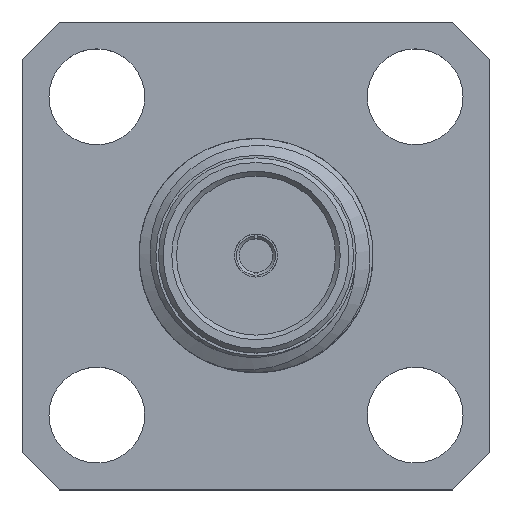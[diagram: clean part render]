
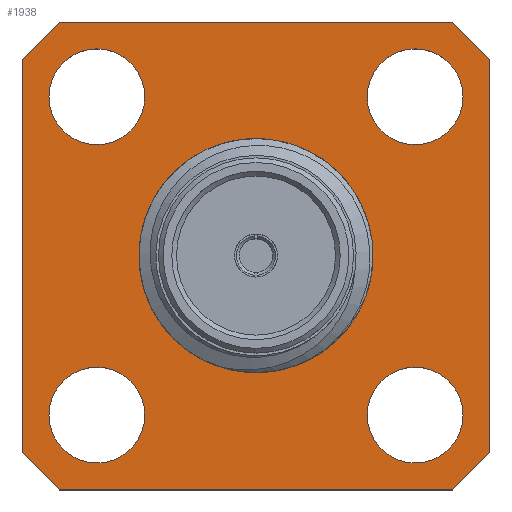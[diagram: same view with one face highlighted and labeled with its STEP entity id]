
A CAD part, top view. The second image highlights one B-rep face of the part: STEP entity #1938.
In plain terms, the highlighted planar face has unit normal (0, 0, 1).
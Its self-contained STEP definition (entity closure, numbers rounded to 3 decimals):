
#89 = VECTOR ( 'NONE', #1533, 1000. ) ;
#136 = CIRCLE ( 'NONE', #486, 1.3 ) ;
#154 = CARTESIAN_POINT ( 'NONE',  ( 5.334, 6.35, 0. ) ) ;
#169 = VERTEX_POINT ( 'NONE', #599 ) ;
#219 = CARTESIAN_POINT ( 'NONE',  ( -5.334, -6.35, 0. ) ) ;
#231 = FACE_BOUND ( 'NONE', #2259, .T. ) ;
#253 = VECTOR ( 'NONE', #2582, 1000. ) ;
#352 = EDGE_LOOP ( 'NONE', ( #1897 ) ) ;
#353 = CARTESIAN_POINT ( 'NONE',  ( 4.32, 4.32, 0. ) ) ;
#371 = EDGE_CURVE ( 'NONE', #1144, #1144, #2121, .T. ) ;
#424 = CARTESIAN_POINT ( 'NONE',  ( 5.62, 4.32, 0. ) ) ;
#448 = VERTEX_POINT ( 'NONE', #2688 ) ;
#459 = ORIENTED_EDGE ( 'NONE', *, *, #1036, .T. ) ;
#484 = CARTESIAN_POINT ( 'NONE',  ( -3.02, -4.32, 0. ) ) ;
#486 = AXIS2_PLACEMENT_3D ( 'NONE', #353, #843, #1849 ) ;
#504 = EDGE_CURVE ( 'NONE', #2553, #2553, #136, .T. ) ;
#513 = CARTESIAN_POINT ( 'NONE',  ( -5.334, 6.35, 0. ) ) ;
#525 = VERTEX_POINT ( 'NONE', #1593 ) ;
#545 = EDGE_LOOP ( 'NONE', ( #830 ) ) ;
#565 = DIRECTION ( 'NONE',  ( -0.707, 0.707, 0. ) ) ;
#599 = CARTESIAN_POINT ( 'NONE',  ( -6.35, 5.334, 0. ) ) ;
#604 = AXIS2_PLACEMENT_3D ( 'NONE', #1346, #891, #2809 ) ;
#607 = VECTOR ( 'NONE', #1124, 1000. ) ;
#619 = EDGE_CURVE ( 'NONE', #169, #448, #3071, .T. ) ;
#646 = ORIENTED_EDGE ( 'NONE', *, *, #2395, .F. ) ;
#670 = PLANE ( 'NONE',  #3137 ) ;
#676 = DIRECTION ( 'NONE',  ( 0., 0., 1. ) ) ;
#677 = LINE ( 'NONE', #2348, #253 ) ;
#702 = ORIENTED_EDGE ( 'NONE', *, *, #1002, .T. ) ;
#727 = VERTEX_POINT ( 'NONE', #1434 ) ;
#826 = VERTEX_POINT ( 'NONE', #2986 ) ;
#830 = ORIENTED_EDGE ( 'NONE', *, *, #2438, .F. ) ;
#843 = DIRECTION ( 'NONE',  ( 0., 0., 1. ) ) ;
#891 = DIRECTION ( 'NONE',  ( 0., 0., 1. ) ) ;
#909 = FACE_BOUND ( 'NONE', #2440, .T. ) ;
#967 = VERTEX_POINT ( 'NONE', #2410 ) ;
#1002 = EDGE_CURVE ( 'NONE', #2686, #1385, #2271, .T. ) ;
#1015 = ORIENTED_EDGE ( 'NONE', *, *, #1345, .T. ) ;
#1036 = EDGE_CURVE ( 'NONE', #1385, #826, #1045, .T. ) ;
#1045 = LINE ( 'NONE', #1063, #2070 ) ;
#1051 = AXIS2_PLACEMENT_3D ( 'NONE', #1914, #676, #2884 ) ;
#1063 = CARTESIAN_POINT ( 'NONE',  ( 6.35, -6.35, 0. ) ) ;
#1086 = LINE ( 'NONE', #1790, #1770 ) ;
#1124 = DIRECTION ( 'NONE',  ( 0.707, -0.707, 0. ) ) ;
#1144 = VERTEX_POINT ( 'NONE', #1620 ) ;
#1146 = FACE_BOUND ( 'NONE', #352, .T. ) ;
#1196 = CARTESIAN_POINT ( 'NONE',  ( -4.32, -4.32, 0. ) ) ;
#1200 = CARTESIAN_POINT ( 'NONE',  ( 0., 0., 0. ) ) ;
#1213 = ORIENTED_EDGE ( 'NONE', *, *, #2214, .T. ) ;
#1254 = ORIENTED_EDGE ( 'NONE', *, *, #371, .F. ) ;
#1257 = ORIENTED_EDGE ( 'NONE', *, *, #1931, .F. ) ;
#1345 = EDGE_CURVE ( 'NONE', #2044, #525, #2695, .T. ) ;
#1346 = CARTESIAN_POINT ( 'NONE',  ( 4.32, -4.32, 0. ) ) ;
#1364 = AXIS2_PLACEMENT_3D ( 'NONE', #1196, #2963, #3133 ) ;
#1385 = VERTEX_POINT ( 'NONE', #2923 ) ;
#1434 = CARTESIAN_POINT ( 'NONE',  ( 5.62, -4.32, 0. ) ) ;
#1462 = CIRCLE ( 'NONE', #2732, 2.65 ) ;
#1475 = DIRECTION ( 'NONE',  ( -1., 0., 0. ) ) ;
#1487 = ORIENTED_EDGE ( 'NONE', *, *, #619, .T. ) ;
#1509 = DIRECTION ( 'NONE',  ( 0., 0., 1. ) ) ;
#1533 = DIRECTION ( 'NONE',  ( 0.707, 0.707, 0. ) ) ;
#1567 = CIRCLE ( 'NONE', #1364, 1.3 ) ;
#1593 = CARTESIAN_POINT ( 'NONE',  ( -5.334, 6.35, 0. ) ) ;
#1620 = CARTESIAN_POINT ( 'NONE',  ( -3.02, 4.32, 0. ) ) ;
#1678 = CARTESIAN_POINT ( 'NONE',  ( -6.35, -5.334, 0. ) ) ;
#1717 = CIRCLE ( 'NONE', #604, 1.3 ) ;
#1770 = VECTOR ( 'NONE', #565, 1000. ) ;
#1772 = VECTOR ( 'NONE', #2187, 1000. ) ;
#1790 = CARTESIAN_POINT ( 'NONE',  ( 6.35, 5.334, 0. ) ) ;
#1849 = DIRECTION ( 'NONE',  ( 1., 0., 0. ) ) ;
#1860 = FACE_BOUND ( 'NONE', #545, .T. ) ;
#1863 = CARTESIAN_POINT ( 'NONE',  ( -6.35, -6.35, 0. ) ) ;
#1897 = ORIENTED_EDGE ( 'NONE', *, *, #504, .F. ) ;
#1914 = CARTESIAN_POINT ( 'NONE',  ( -4.32, 4.32, 0. ) ) ;
#1931 = EDGE_CURVE ( 'NONE', #727, #727, #1717, .T. ) ;
#1938 = ADVANCED_FACE ( 'NONE', ( #231, #1860, #2592, #1146, #909, #2848 ), #670, .F. ) ;
#1941 = DIRECTION ( 'NONE',  ( -1., 0., 0. ) ) ;
#2036 = EDGE_CURVE ( 'NONE', #826, #2044, #1086, .T. ) ;
#2044 = VERTEX_POINT ( 'NONE', #154 ) ;
#2048 = CARTESIAN_POINT ( 'NONE',  ( 5.334, -6.35, 0. ) ) ;
#2070 = VECTOR ( 'NONE', #2774, 1000. ) ;
#2110 = LINE ( 'NONE', #1678, #607 ) ;
#2121 = CIRCLE ( 'NONE', #1051, 1.3 ) ;
#2123 = VECTOR ( 'NONE', #3115, 1000. ) ;
#2187 = DIRECTION ( 'NONE',  ( -0.707, -0.707, 0. ) ) ;
#2202 = CARTESIAN_POINT ( 'NONE',  ( 0., 0., 0. ) ) ;
#2207 = CARTESIAN_POINT ( 'NONE',  ( -6.35, 6.35, 0. ) ) ;
#2214 = EDGE_CURVE ( 'NONE', #448, #2814, #2110, .T. ) ;
#2215 = EDGE_LOOP ( 'NONE', ( #1015, #2811, #1487, #1213, #2932, #702, #459, #2871 ) ) ;
#2245 = EDGE_CURVE ( 'NONE', #2814, #2686, #677, .T. ) ;
#2259 = EDGE_LOOP ( 'NONE', ( #646 ) ) ;
#2271 = LINE ( 'NONE', #2048, #89 ) ;
#2326 = VECTOR ( 'NONE', #1941, 1000. ) ;
#2348 = CARTESIAN_POINT ( 'NONE',  ( -6.35, -6.35, 0. ) ) ;
#2357 = EDGE_LOOP ( 'NONE', ( #1257 ) ) ;
#2395 = EDGE_CURVE ( 'NONE', #967, #967, #1462, .T. ) ;
#2409 = DIRECTION ( 'NONE',  ( -1., 0., 0. ) ) ;
#2410 = CARTESIAN_POINT ( 'NONE',  ( -2.65, 0., 0. ) ) ;
#2438 = EDGE_CURVE ( 'NONE', #3111, #3111, #1567, .T. ) ;
#2440 = EDGE_LOOP ( 'NONE', ( #1254 ) ) ;
#2470 = EDGE_CURVE ( 'NONE', #525, #169, #2931, .T. ) ;
#2553 = VERTEX_POINT ( 'NONE', #424 ) ;
#2582 = DIRECTION ( 'NONE',  ( 1., 0., 0. ) ) ;
#2592 = FACE_BOUND ( 'NONE', #2357, .T. ) ;
#2607 = DIRECTION ( 'NONE',  ( 0., 0., -1. ) ) ;
#2686 = VERTEX_POINT ( 'NONE', #2810 ) ;
#2688 = CARTESIAN_POINT ( 'NONE',  ( -6.35, -5.334, 0. ) ) ;
#2695 = LINE ( 'NONE', #2207, #2326 ) ;
#2732 = AXIS2_PLACEMENT_3D ( 'NONE', #2202, #1509, #1475 ) ;
#2774 = DIRECTION ( 'NONE',  ( 0., 1., 0. ) ) ;
#2809 = DIRECTION ( 'NONE',  ( 1., 0., 0. ) ) ;
#2810 = CARTESIAN_POINT ( 'NONE',  ( 5.334, -6.35, 0. ) ) ;
#2811 = ORIENTED_EDGE ( 'NONE', *, *, #2470, .T. ) ;
#2814 = VERTEX_POINT ( 'NONE', #219 ) ;
#2848 = FACE_OUTER_BOUND ( 'NONE', #2215, .T. ) ;
#2871 = ORIENTED_EDGE ( 'NONE', *, *, #2036, .T. ) ;
#2884 = DIRECTION ( 'NONE',  ( 1., 0., 0. ) ) ;
#2923 = CARTESIAN_POINT ( 'NONE',  ( 6.35, -5.334, 0. ) ) ;
#2931 = LINE ( 'NONE', #513, #1772 ) ;
#2932 = ORIENTED_EDGE ( 'NONE', *, *, #2245, .T. ) ;
#2963 = DIRECTION ( 'NONE',  ( 0., 0., 1. ) ) ;
#2986 = CARTESIAN_POINT ( 'NONE',  ( 6.35, 5.334, 0. ) ) ;
#3071 = LINE ( 'NONE', #1863, #2123 ) ;
#3111 = VERTEX_POINT ( 'NONE', #484 ) ;
#3115 = DIRECTION ( 'NONE',  ( 0., -1., 0. ) ) ;
#3133 = DIRECTION ( 'NONE',  ( 1., 0., 0. ) ) ;
#3137 = AXIS2_PLACEMENT_3D ( 'NONE', #1200, #2607, #2409 ) ;
